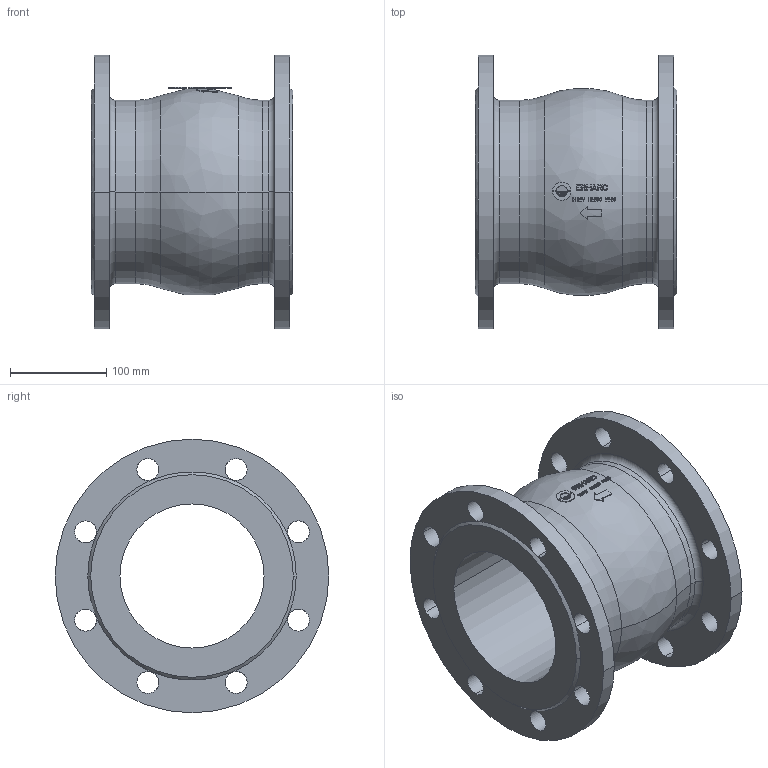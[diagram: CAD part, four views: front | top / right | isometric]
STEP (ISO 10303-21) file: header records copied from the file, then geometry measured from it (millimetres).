
FILE_DESCRIPTION((''),'2;1');
FILE_NAME('0D176386','2014-12-16T',('aspaegele'),(''),'PRO/ENGINEER BY PARAMETRIC TECHNOLOGY CORPORATION, 2010040','PRO/ENGINEER BY PARAMETRIC TECHNOLOGY CORPORATION, 2010040','');
FILE_SCHEMA(('AUTOMOTIVE_DESIGN_CC2 { 1 2 10303 214 -1 1 5 2 }'));
Length unit declared in the file: millimetre
Products named in the file (1): 0D176386
Bounding box: 210 x 285 x 285 mm (x, y, z)
Volume: 3939333.1 mm3; surface area: 406042.7 mm2
Topology: 26 solids, 26 shells, 554 faces, 1511 edges, 998 vertices
Faces by surface type: plane 479, cylinder 53, bspline 10, torus 8, cone 4
Entity records: 23111 total; most frequent: CARTESIAN_POINT 3355, ORIENTED_EDGE 3022, DIRECTION 2761, PRESENTATION_STYLE_ASSIGNMENT 1563, STYLED_ITEM 1537, CURVE_STYLE 1511, EDGE_CURVE 1511, VECTOR 1333
